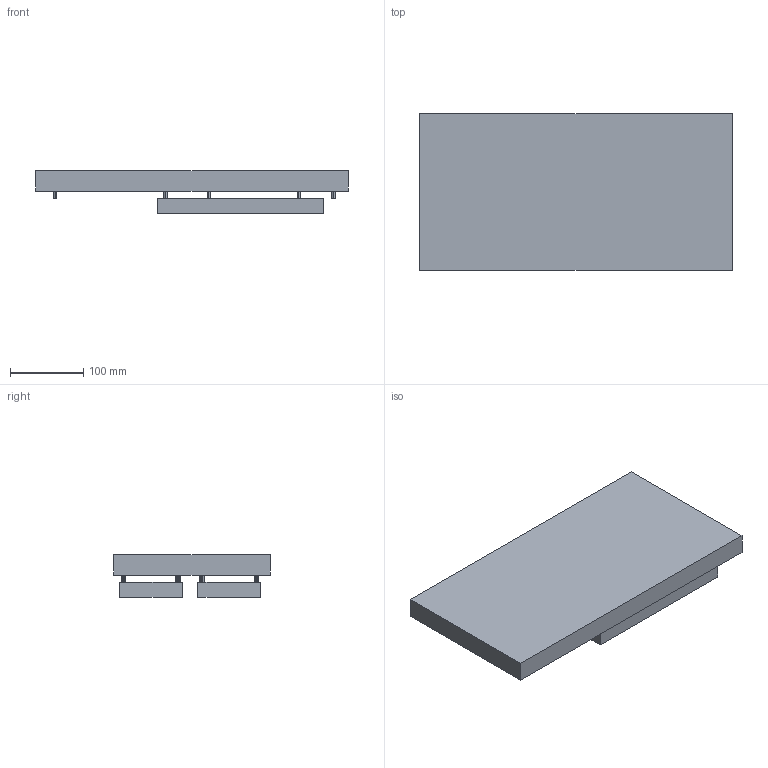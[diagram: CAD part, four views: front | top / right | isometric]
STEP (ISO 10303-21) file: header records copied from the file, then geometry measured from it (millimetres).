
FILE_DESCRIPTION (( 'STEP AP214' ), '1' );
FILE_NAME ('xy5_panel.STEP', '2024-04-19T14:58:37', ( '' ), ( '' ), 'SwSTEP 2.0', 'SolidWorks 2020', '' );
FILE_SCHEMA (( 'AUTOMOTIVE_DESIGN' ));
Length unit declared in the file: millimetre
Products named in the file (1): xy5_panel
Bounding box: 427 x 214 x 58.5 mm (x, y, z)
Volume: 3361902.4 mm3; surface area: 327405.1 mm2
Topology: 1 solids, 13 shells, 218 faces, 516 edges, 344 vertices
Faces by surface type: plane 178, cylinder 40
Entity records: 6457 total; most frequent: CARTESIAN_POINT 1079, DIRECTION 1034, ORIENTED_EDGE 1032, EDGE_CURVE 516, VECTOR 436, LINE 436, VERTEX_POINT 344, AXIS2_PLACEMENT_3D 299
